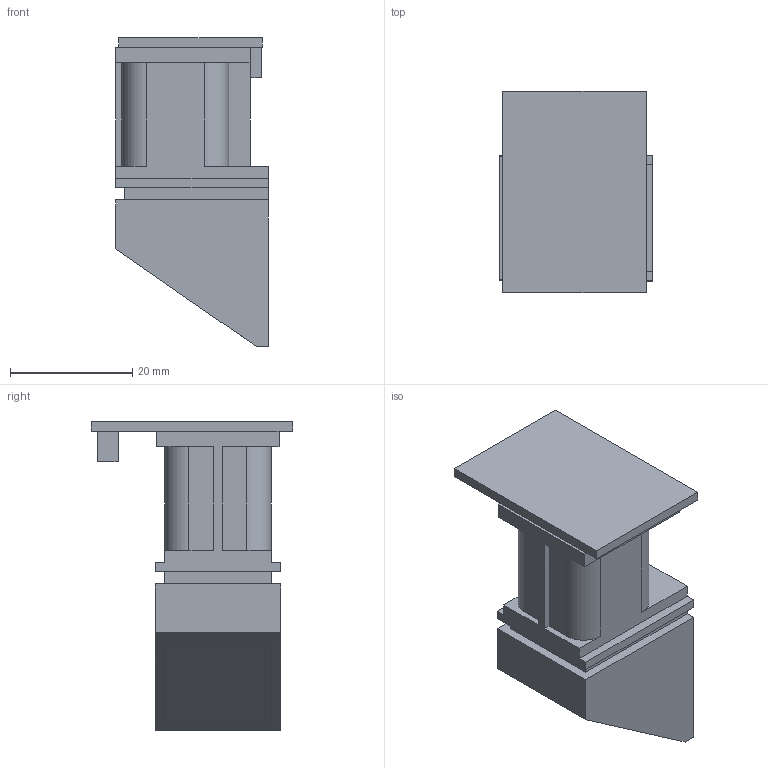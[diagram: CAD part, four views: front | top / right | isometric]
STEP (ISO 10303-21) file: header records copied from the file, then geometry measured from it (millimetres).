
FILE_DESCRIPTION (( 'STEP AP214' ), '1' );
FILE_NAME ('cam bien van tay.STEP', '2019-03-02T07:16:10', ( '' ), ( '' ), 'SwSTEP 2.0', 'SolidWorks 2019', '' );
FILE_SCHEMA (( 'AUTOMOTIVE_DESIGN' ));
Length unit declared in the file: millimetre
Products named in the file (1): cam bien van tay
Bounding box: 25 x 33 x 50.6 mm (x, y, z)
Volume: 18428 mm3; surface area: 6073.3 mm2
Topology: 1 solids, 1 shells, 67 faces, 187 edges, 124 vertices
Faces by surface type: plane 63, cylinder 4
Entity records: 2653 total; most frequent: CARTESIAN_POINT 379, ORIENTED_EDGE 374, DIRECTION 331, EDGE_CURVE 187, VECTOR 179, LINE 179, VERTEX_POINT 124, AXIS2_PLACEMENT_3D 76
